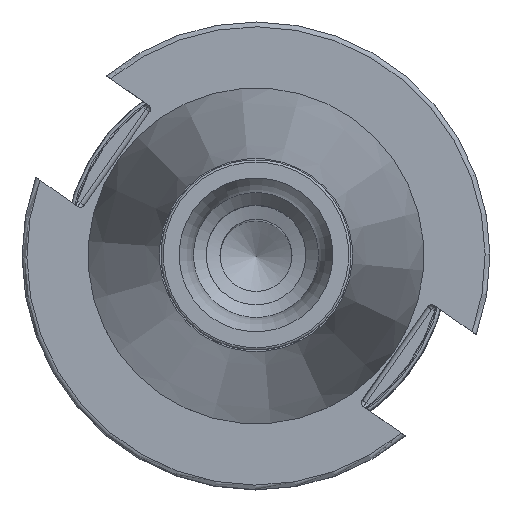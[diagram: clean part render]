
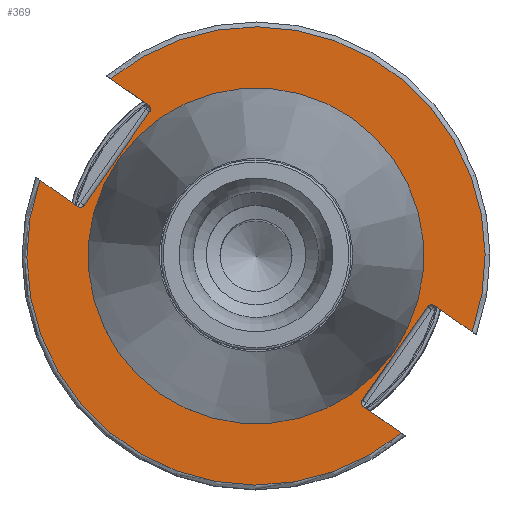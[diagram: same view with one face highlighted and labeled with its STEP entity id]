
A CAD part, top view. The second image highlights one B-rep face of the part: STEP entity #369.
In plain terms, the highlighted planar face has unit normal (0, 0, 1).
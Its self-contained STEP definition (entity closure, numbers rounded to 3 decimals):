
#165=PLANE('',#1460);
#297=LINE('',#2073,#335);
#298=LINE('',#2077,#336);
#299=LINE('',#2081,#337);
#300=LINE('',#2085,#338);
#301=LINE('',#2089,#339);
#302=LINE('',#2093,#340);
#335=VECTOR('',#1626,1.);
#336=VECTOR('',#1629,1.);
#337=VECTOR('',#1632,1.);
#338=VECTOR('',#1635,1.);
#339=VECTOR('',#1638,1.);
#340=VECTOR('',#1641,1.);
#369=ADVANCED_FACE('',(#480,#481),#165,.F.);
#480=FACE_BOUND('',#618,.T.);
#481=FACE_BOUND('',#619,.T.);
#618=EDGE_LOOP('',(#803));
#619=EDGE_LOOP('',(#804,#805,#806,#807,#808,#809,#810,#811,#812,#813,#814,
#815));
#803=ORIENTED_EDGE('',*,*,#1225,.F.);
#804=ORIENTED_EDGE('',*,*,#1226,.T.);
#805=ORIENTED_EDGE('',*,*,#1227,.F.);
#806=ORIENTED_EDGE('',*,*,#1228,.T.);
#807=ORIENTED_EDGE('',*,*,#1229,.T.);
#808=ORIENTED_EDGE('',*,*,#1230,.F.);
#809=ORIENTED_EDGE('',*,*,#1231,.T.);
#810=ORIENTED_EDGE('',*,*,#1232,.F.);
#811=ORIENTED_EDGE('',*,*,#1233,.T.);
#812=ORIENTED_EDGE('',*,*,#1234,.T.);
#813=ORIENTED_EDGE('',*,*,#1235,.F.);
#814=ORIENTED_EDGE('',*,*,#1236,.T.);
#815=ORIENTED_EDGE('',*,*,#1237,.F.);
#1105=VERTEX_POINT('',#2069);
#1106=VERTEX_POINT('',#2071);
#1107=VERTEX_POINT('',#2072);
#1108=VERTEX_POINT('',#2074);
#1109=VERTEX_POINT('',#2076);
#1110=VERTEX_POINT('',#2078);
#1111=VERTEX_POINT('',#2080);
#1112=VERTEX_POINT('',#2082);
#1113=VERTEX_POINT('',#2084);
#1114=VERTEX_POINT('',#2086);
#1115=VERTEX_POINT('',#2088);
#1116=VERTEX_POINT('',#2090);
#1117=VERTEX_POINT('',#2092);
#1225=EDGE_CURVE('',#1105,#1105,#1364,.T.);
#1226=EDGE_CURVE('',#1106,#1107,#1365,.T.);
#1227=EDGE_CURVE('',#1108,#1107,#297,.T.);
#1228=EDGE_CURVE('',#1108,#1109,#1366,.T.);
#1229=EDGE_CURVE('',#1109,#1110,#298,.T.);
#1230=EDGE_CURVE('',#1111,#1110,#1367,.T.);
#1231=EDGE_CURVE('',#1111,#1112,#299,.T.);
#1232=EDGE_CURVE('',#1113,#1112,#1368,.T.);
#1233=EDGE_CURVE('',#1113,#1114,#300,.T.);
#1234=EDGE_CURVE('',#1114,#1115,#1369,.T.);
#1235=EDGE_CURVE('',#1116,#1115,#301,.T.);
#1236=EDGE_CURVE('',#1116,#1117,#1370,.T.);
#1237=EDGE_CURVE('',#1106,#1117,#302,.T.);
#1364=CIRCLE('',#1453,34.925);
#1365=CIRCLE('',#1454,1.);
#1366=CIRCLE('',#1455,47.65);
#1367=CIRCLE('',#1456,1.);
#1368=CIRCLE('',#1457,1.);
#1369=CIRCLE('',#1458,47.65);
#1370=CIRCLE('',#1459,1.);
#1453=AXIS2_PLACEMENT_3D('',#2068,#1622,#1623);
#1454=AXIS2_PLACEMENT_3D('',#2070,#1624,#1625);
#1455=AXIS2_PLACEMENT_3D('',#2075,#1627,#1628);
#1456=AXIS2_PLACEMENT_3D('',#2079,#1630,#1631);
#1457=AXIS2_PLACEMENT_3D('',#2083,#1633,#1634);
#1458=AXIS2_PLACEMENT_3D('',#2087,#1636,#1637);
#1459=AXIS2_PLACEMENT_3D('',#2091,#1639,#1640);
#1460=AXIS2_PLACEMENT_3D('',#2094,#1642,#1643);
#1622=DIRECTION('',(0.,0.,1.));
#1623=DIRECTION('',(0.574,0.819,0.));
#1624=DIRECTION('',(0.,0.,-1.));
#1625=DIRECTION('',(-0.574,-0.819,0.));
#1626=DIRECTION('',(-0.819,0.574,0.));
#1627=DIRECTION('',(0.,0.,1.));
#1628=DIRECTION('',(-0.574,-0.819,0.));
#1629=DIRECTION('',(0.819,-0.574,0.));
#1630=DIRECTION('',(0.,0.,1.));
#1631=DIRECTION('',(-0.574,-0.819,0.));
#1632=DIRECTION('',(-0.574,-0.819,0.));
#1633=DIRECTION('',(0.,0.,1.));
#1634=DIRECTION('',(-0.574,-0.819,0.));
#1635=DIRECTION('',(-0.819,0.574,0.));
#1636=DIRECTION('',(0.,0.,1.));
#1637=DIRECTION('',(-0.574,-0.819,0.));
#1638=DIRECTION('',(0.819,-0.574,0.));
#1639=DIRECTION('',(0.,0.,-1.));
#1640=DIRECTION('',(-0.574,-0.819,0.));
#1641=DIRECTION('',(-0.574,-0.819,0.));
#1642=DIRECTION('',(0.,0.,-1.));
#1643=DIRECTION('',(-0.574,-0.819,0.));
#2068=CARTESIAN_POINT('',(0.,0.,-3.2));
#2069=CARTESIAN_POINT('',(20.032,28.609,-3.2));
#2070=CARTESIAN_POINT('',(36.532,-11.114,-3.2));
#2071=CARTESIAN_POINT('',(35.713,-10.54,-3.2));
#2072=CARTESIAN_POINT('',(37.106,-10.295,-3.2));
#2073=CARTESIAN_POINT('',(36.287,-9.721,-3.2));
#2074=CARTESIAN_POINT('',(44.957,-15.792,-3.2));
#2075=CARTESIAN_POINT('',(0.,0.,-3.2));
#2076=CARTESIAN_POINT('',(-30.216,36.844,-3.2));
#2077=CARTESIAN_POINT('',(-21.546,30.773,-3.2));
#2078=CARTESIAN_POINT('',(-22.365,31.347,-3.2));
#2079=CARTESIAN_POINT('',(-22.938,30.528,-3.2));
#2080=CARTESIAN_POINT('',(-22.119,29.954,-3.2));
#2081=CARTESIAN_POINT('',(-36.287,9.721,-3.2));
#2082=CARTESIAN_POINT('',(-35.713,10.54,-3.2));
#2083=CARTESIAN_POINT('',(-36.532,11.114,-3.2));
#2084=CARTESIAN_POINT('',(-37.106,10.295,-3.2));
#2085=CARTESIAN_POINT('',(-47.222,17.378,-3.2));
#2086=CARTESIAN_POINT('',(-44.957,15.792,-3.2));
#2087=CARTESIAN_POINT('',(0.,0.,-3.2));
#2088=CARTESIAN_POINT('',(30.216,-36.844,-3.2));
#2089=CARTESIAN_POINT('',(32.481,-38.431,-3.2));
#2090=CARTESIAN_POINT('',(22.365,-31.347,-3.2));
#2091=CARTESIAN_POINT('',(22.938,-30.528,-3.2));
#2092=CARTESIAN_POINT('',(22.119,-29.954,-3.2));
#2093=CARTESIAN_POINT('',(21.546,-30.773,-3.2));
#2094=CARTESIAN_POINT('',(-39.852,27.904,-3.2));
